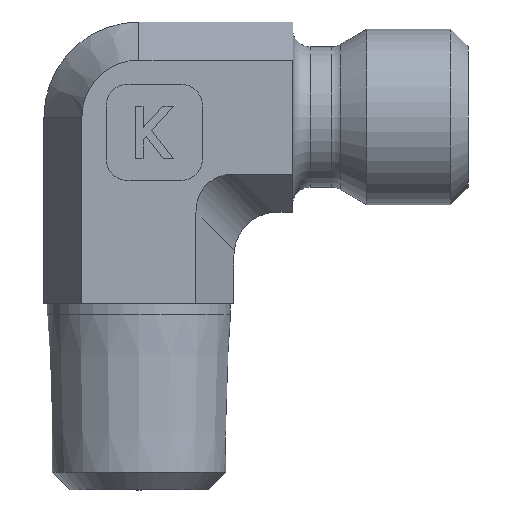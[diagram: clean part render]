
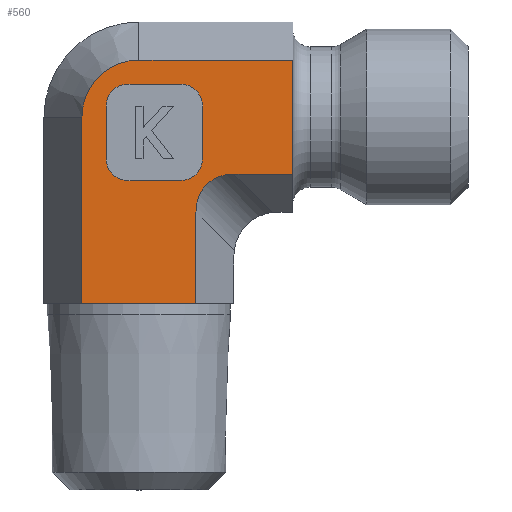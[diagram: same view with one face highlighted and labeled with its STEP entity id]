
A CAD part, left-side view. The second image highlights one B-rep face of the part: STEP entity #560.
In plain terms, the highlighted planar face has unit normal (-1, 0, 0).
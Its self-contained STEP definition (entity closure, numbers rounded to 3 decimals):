
#330=CARTESIAN_POINT('',(-24.485,6.946,0.5));
#331=VERTEX_POINT('',#330);
#338=CARTESIAN_POINT('',(-24.485,12.142,0.5));
#339=VERTEX_POINT('',#338);
#340=CARTESIAN_POINT('',(-24.485,12.142,0.5));
#341=DIRECTION('',(0.0,-1.0,0.0));
#342=VECTOR('',#341,5.196);
#343=LINE('',#340,#342);
#344=EDGE_CURVE('',#339,#331,#343,.T.);
#408=CARTESIAN_POINT('',(-24.485,12.142,9.0));
#409=VERTEX_POINT('',#408);
#410=CARTESIAN_POINT('',(-24.485,12.142,0.5));
#411=DIRECTION('',(0.0,0.0,1.0));
#412=VECTOR('',#411,8.5);
#413=LINE('',#410,#412);
#414=EDGE_CURVE('',#339,#409,#413,.T.);
#433=CARTESIAN_POINT('',(-24.485,6.946,0.0));
#434=DIRECTION('',(-1.0,0.0,0.0));
#435=DIRECTION('',(0.0,0.0,1.0));
#436=AXIS2_PLACEMENT_3D('',#433,#434,#435);
#437=PLANE('',#436);
#438=ORIENTED_EDGE('',*,*,#344,.T.);
#439=CARTESIAN_POINT('',(-24.485,6.946,4.67));
#440=VERTEX_POINT('',#439);
#441=CARTESIAN_POINT('',(-24.485,6.946,0.5));
#442=DIRECTION('',(0.0,0.0,1.0));
#443=VECTOR('',#442,4.17);
#444=LINE('',#441,#443);
#445=EDGE_CURVE('',#331,#440,#444,.T.);
#446=ORIENTED_EDGE('',*,*,#445,.T.);
#447=CARTESIAN_POINT('',(-24.485,5.214,6.402));
#448=VERTEX_POINT('',#447);
#449=CARTESIAN_POINT('',(-24.485,4.636,4.093));
#450=DIRECTION('',(-1.0,0.0,0.0));
#451=DIRECTION('',(0.0,0.707,0.707));
#452=AXIS2_PLACEMENT_3D('',#449,#450,#451);
#453=ELLIPSE('',#452,2.582,2.0);
#454=EDGE_CURVE('',#448,#440,#453,.T.);
#455=ORIENTED_EDGE('',*,*,#454,.F.);
#456=CARTESIAN_POINT('',(-24.485,2.544,6.402));
#457=VERTEX_POINT('',#456);
#458=CARTESIAN_POINT('',(-24.485,5.214,6.402));
#459=DIRECTION('',(0.0,-1.0,0.0));
#460=VECTOR('',#459,2.67);
#461=LINE('',#458,#460);
#462=EDGE_CURVE('',#448,#457,#461,.T.);
#463=ORIENTED_EDGE('',*,*,#462,.T.);
#464=CARTESIAN_POINT('',(-24.485,2.544,11.598));
#465=VERTEX_POINT('',#464);
#466=CARTESIAN_POINT('',(-24.485,2.544,6.402));
#467=DIRECTION('',(0.0,0.0,1.0));
#468=VECTOR('',#467,5.196);
#469=LINE('',#466,#468);
#470=EDGE_CURVE('',#457,#465,#469,.T.);
#471=ORIENTED_EDGE('',*,*,#470,.T.);
#472=CARTESIAN_POINT('',(-24.485,9.544,11.598));
#473=VERTEX_POINT('',#472);
#474=CARTESIAN_POINT('',(-24.485,9.544,11.598));
#475=DIRECTION('',(0.0,-1.0,0.0));
#476=VECTOR('',#475,7.0);
#477=LINE('',#474,#476);
#478=EDGE_CURVE('',#473,#465,#477,.T.);
#479=ORIENTED_EDGE('',*,*,#478,.F.);
#480=CARTESIAN_POINT('',(-24.485,9.544,9.0));
#481=DIRECTION('',(-1.0,0.0,0.0));
#482=DIRECTION('',(0.0,0.0,1.0));
#483=AXIS2_PLACEMENT_3D('',#480,#481,#482);
#484=CIRCLE('',#483,2.598);
#485=EDGE_CURVE('',#473,#409,#484,.T.);
#486=ORIENTED_EDGE('',*,*,#485,.T.);
#487=ORIENTED_EDGE('',*,*,#414,.F.);
#488=EDGE_LOOP('',(#438,#446,#455,#463,#471,#479,#486,#487));
#489=FACE_OUTER_BOUND('',#488,.T.);
#490=CARTESIAN_POINT('',(-24.485,7.644,6.1));
#491=VERTEX_POINT('',#490);
#492=CARTESIAN_POINT('',(-24.485,10.044,6.1));
#493=VERTEX_POINT('',#492);
#494=CARTESIAN_POINT('',(-24.485,7.644,6.1));
#495=DIRECTION('',(0.0,1.0,0.0));
#496=VECTOR('',#495,2.4);
#497=LINE('',#494,#496);
#498=EDGE_CURVE('',#491,#493,#497,.T.);
#499=ORIENTED_EDGE('',*,*,#498,.T.);
#500=CARTESIAN_POINT('',(-24.485,11.044,7.1));
#501=VERTEX_POINT('',#500);
#502=CARTESIAN_POINT('',(-24.485,10.044,7.1));
#503=DIRECTION('',(-1.0,0.0,0.0));
#504=DIRECTION('',(0.0,0.707,-0.707));
#505=AXIS2_PLACEMENT_3D('',#502,#503,#504);
#506=CIRCLE('',#505,1.0);
#507=EDGE_CURVE('',#501,#493,#506,.T.);
#508=ORIENTED_EDGE('',*,*,#507,.F.);
#509=CARTESIAN_POINT('',(-24.485,11.044,9.5));
#510=VERTEX_POINT('',#509);
#511=CARTESIAN_POINT('',(-24.485,11.044,7.1));
#512=DIRECTION('',(0.0,0.0,1.0));
#513=VECTOR('',#512,2.4);
#514=LINE('',#511,#513);
#515=EDGE_CURVE('',#501,#510,#514,.T.);
#516=ORIENTED_EDGE('',*,*,#515,.T.);
#517=CARTESIAN_POINT('',(-24.485,10.044,10.5));
#518=VERTEX_POINT('',#517);
#519=CARTESIAN_POINT('',(-24.485,10.044,9.5));
#520=DIRECTION('',(-1.0,0.0,0.0));
#521=DIRECTION('',(0.0,0.707,0.707));
#522=AXIS2_PLACEMENT_3D('',#519,#520,#521);
#523=CIRCLE('',#522,1.0);
#524=EDGE_CURVE('',#518,#510,#523,.T.);
#525=ORIENTED_EDGE('',*,*,#524,.F.);
#526=CARTESIAN_POINT('',(-24.485,7.644,10.5));
#527=VERTEX_POINT('',#526);
#528=CARTESIAN_POINT('',(-24.485,10.044,10.5));
#529=DIRECTION('',(0.0,-1.0,0.0));
#530=VECTOR('',#529,2.4);
#531=LINE('',#528,#530);
#532=EDGE_CURVE('',#518,#527,#531,.T.);
#533=ORIENTED_EDGE('',*,*,#532,.T.);
#534=CARTESIAN_POINT('',(-24.485,6.644,9.5));
#535=VERTEX_POINT('',#534);
#536=CARTESIAN_POINT('',(-24.485,7.644,9.5));
#537=DIRECTION('',(-1.0,0.0,0.0));
#538=DIRECTION('',(0.0,-0.707,0.707));
#539=AXIS2_PLACEMENT_3D('',#536,#537,#538);
#540=CIRCLE('',#539,1.0);
#541=EDGE_CURVE('',#535,#527,#540,.T.);
#542=ORIENTED_EDGE('',*,*,#541,.F.);
#543=CARTESIAN_POINT('',(-24.485,6.644,7.1));
#544=VERTEX_POINT('',#543);
#545=CARTESIAN_POINT('',(-24.485,6.644,9.5));
#546=DIRECTION('',(0.0,0.0,-1.0));
#547=VECTOR('',#546,2.4);
#548=LINE('',#545,#547);
#549=EDGE_CURVE('',#535,#544,#548,.T.);
#550=ORIENTED_EDGE('',*,*,#549,.T.);
#551=CARTESIAN_POINT('',(-24.485,7.644,7.1));
#552=DIRECTION('',(-1.0,0.0,0.0));
#553=DIRECTION('',(0.0,-0.707,-0.707));
#554=AXIS2_PLACEMENT_3D('',#551,#552,#553);
#555=CIRCLE('',#554,1.0);
#556=EDGE_CURVE('',#491,#544,#555,.T.);
#557=ORIENTED_EDGE('',*,*,#556,.F.);
#558=EDGE_LOOP('',(#499,#508,#516,#525,#533,#542,#550,#557));
#559=FACE_BOUND('',#558,.T.);
#560=ADVANCED_FACE('',(#489,#559),#437,.T.);
